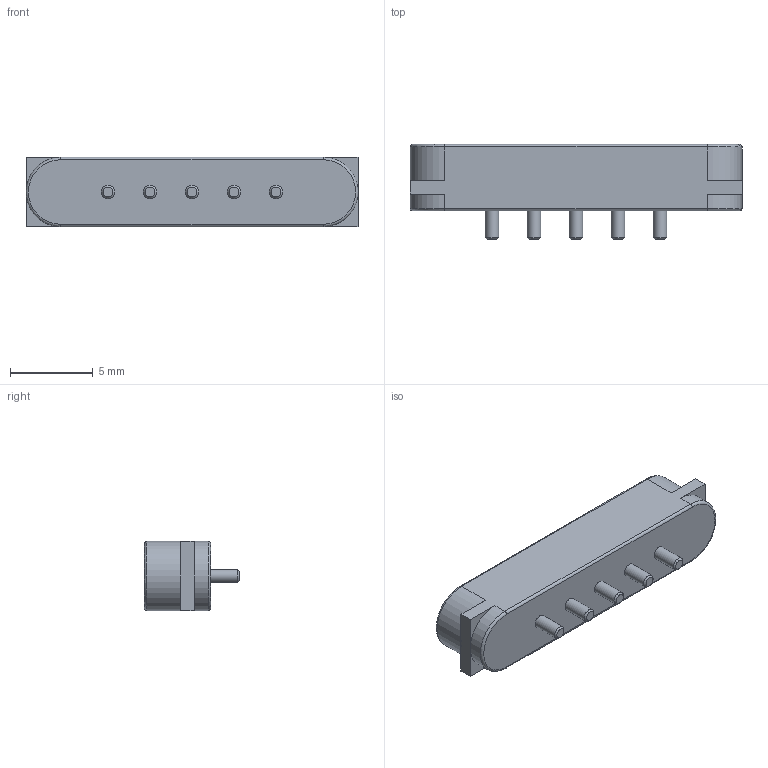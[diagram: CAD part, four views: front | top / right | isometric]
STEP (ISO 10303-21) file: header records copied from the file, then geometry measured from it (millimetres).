
FILE_DESCRIPTION(/* description */ ('STEP AP203','CAx-IF Rec.Pracs.---Representation and Presentation of Product Manufacturing Information (PMI)---4.0---2014-10-13'),/* implementation_level */ '2;1');
FILE_NAME(/* name */ '8200121 5PFemale v1.step',/* time_stamp */ '2025-03-18T07:23:29Z',/* author */ (''),/* organization */ (''),/* preprocessor_version */ 'ST-DEVELOPER v20',/* originating_system */ 'Autodesk Translation Framework v13.20.0.188',/* authorisation */ '');
FILE_SCHEMA (('AP242_MANAGED_MODEL_BASED_3D_ENGINEERING_MIM_LF { 1 0 10303 442 1 1 4 }'));
Length unit declared in the file: millimetre
Products named in the file (1): 8200121 5PFemale
Bounding box: 20.08 x 5.75 x 4.2 mm (x, y, z)
Volume: 328.8 mm3; surface area: 537.1 mm2
Topology: 1 solids, 1 shells, 61 faces, 120 edges, 76 vertices
Faces by surface type: plane 29, cylinder 23, cone 5, torus 4
Full cylindrical faces by diameter (mm): 0.8 x5, 1.5 x5, 1.51 x5
Entity records: 1897 total; most frequent: CARTESIAN_POINT 546, DIRECTION 304, ORIENTED_EDGE 240, AXIS2_PLACEMENT_3D 124, EDGE_CURVE 120, EDGE_LOOP 76, VERTEX_POINT 76, CIRCLE 62
